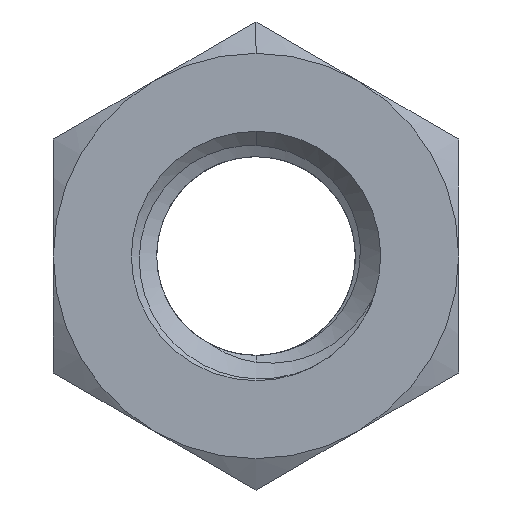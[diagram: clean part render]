
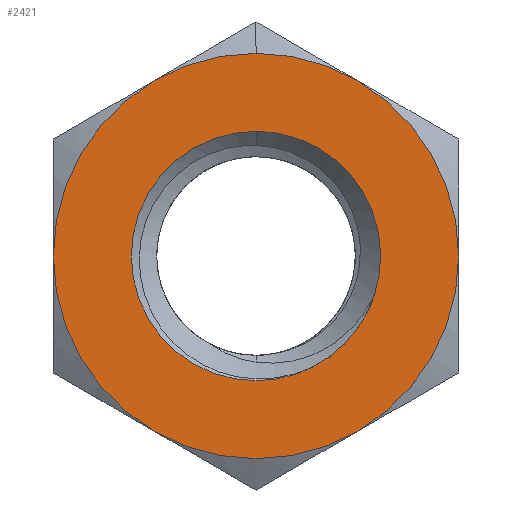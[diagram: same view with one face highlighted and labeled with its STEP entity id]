
A CAD part, front view. The second image highlights one B-rep face of the part: STEP entity #2421.
In plain terms, the highlighted planar face has unit normal (0, -1, 0).
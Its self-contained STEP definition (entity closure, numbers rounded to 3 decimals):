
#24 = DIRECTION ( 'NONE',  ( 0., 1., 0. ) ) ;
#76 = AXIS2_PLACEMENT_3D ( 'NONE', #217, #771, #942 ) ;
#124 = DIRECTION ( 'NONE',  ( 0., 0., 1. ) ) ;
#148 = EDGE_CURVE ( 'NONE', #2186, #1727, #229, .T. ) ;
#168 = AXIS2_PLACEMENT_3D ( 'NONE', #2372, #2164, #292 ) ;
#189 = ORIENTED_EDGE ( 'NONE', *, *, #1021, .T. ) ;
#196 = CARTESIAN_POINT ( 'NONE',  ( -6.5, -3.25, -3.753 ) ) ;
#203 = CIRCLE ( 'NONE', #911, 4. ) ;
#210 = DIRECTION ( 'NONE',  ( 0., 0., 1. ) ) ;
#213 = EDGE_CURVE ( 'NONE', #305, #2151, #1414, .T. ) ;
#216 = VERTEX_POINT ( 'NONE', #220 ) ;
#217 = CARTESIAN_POINT ( 'NONE',  ( 0., -3.25, 0. ) ) ;
#220 = CARTESIAN_POINT ( 'NONE',  ( 3.802, -3.25, -1.243 ) ) ;
#229 = CIRCLE ( 'NONE', #2112, 6.5 ) ;
#230 = CIRCLE ( 'NONE', #1919, 6.5 ) ;
#267 = CARTESIAN_POINT ( 'NONE',  ( 1.809, -3.25, -3.568 ) ) ;
#276 = VERTEX_POINT ( 'NONE', #2328 ) ;
#278 = ORIENTED_EDGE ( 'NONE', *, *, #364, .T. ) ;
#292 = DIRECTION ( 'NONE',  ( 0., 0., 1. ) ) ;
#300 = VERTEX_POINT ( 'NONE', #1205 ) ;
#301 = CARTESIAN_POINT ( 'NONE',  ( 0., -3.25, 0. ) ) ;
#305 = VERTEX_POINT ( 'NONE', #267 ) ;
#309 = AXIS2_PLACEMENT_3D ( 'NONE', #301, #1769, #1782 ) ;
#336 = CARTESIAN_POINT ( 'NONE',  ( 0., -3.25, -4. ) ) ;
#354 = DIRECTION ( 'NONE',  ( 0., -1., 0. ) ) ;
#364 = EDGE_CURVE ( 'NONE', #300, #2307, #969, .T. ) ;
#392 = CARTESIAN_POINT ( 'NONE',  ( 0., -3.25, 0. ) ) ;
#408 = DIRECTION ( 'NONE',  ( 0., 0., 1. ) ) ;
#418 = AXIS2_PLACEMENT_3D ( 'NONE', #1589, #1076, #124 ) ;
#514 = ORIENTED_EDGE ( 'NONE', *, *, #1999, .T. ) ;
#542 = EDGE_LOOP ( 'NONE', ( #954, #1434, #2392, #278, #514, #1163, #2324 ) ) ;
#583 = DIRECTION ( 'NONE',  ( 0., -1., 0. ) ) ;
#584 = AXIS2_PLACEMENT_3D ( 'NONE', #1281, #354, #408 ) ;
#605 = ORIENTED_EDGE ( 'NONE', *, *, #213, .T. ) ;
#623 = CARTESIAN_POINT ( 'NONE',  ( 0., -3.25, 0. ) ) ;
#759 = DIRECTION ( 'NONE',  ( 0., 0., 1. ) ) ;
#771 = DIRECTION ( 'NONE',  ( 0., -1., 0. ) ) ;
#786 = DIRECTION ( 'NONE',  ( 0., 1., 0. ) ) ;
#816 = FACE_BOUND ( 'NONE', #1622, .T. ) ;
#848 = DIRECTION ( 'NONE',  ( 0., 0., 1. ) ) ;
#911 = AXIS2_PLACEMENT_3D ( 'NONE', #2039, #1300, #1462 ) ;
#942 = DIRECTION ( 'NONE',  ( 0., 0., 1. ) ) ;
#954 = ORIENTED_EDGE ( 'NONE', *, *, #956, .T. ) ;
#956 = EDGE_CURVE ( 'NONE', #2186, #276, #1154, .T. ) ;
#957 = VERTEX_POINT ( 'NONE', #1580 ) ;
#969 = CIRCLE ( 'NONE', #2333, 6.5 ) ;
#1021 = EDGE_CURVE ( 'NONE', #2151, #1456, #1806, .T. ) ;
#1031 = CIRCLE ( 'NONE', #1761, 6.5 ) ;
#1039 = EDGE_CURVE ( 'NONE', #957, #1727, #1031, .T. ) ;
#1076 = DIRECTION ( 'NONE',  ( 0., 1., 0. ) ) ;
#1152 = CARTESIAN_POINT ( 'NONE',  ( 0., -3.25, 0. ) ) ;
#1154 = CIRCLE ( 'NONE', #168, 6.5 ) ;
#1157 = CARTESIAN_POINT ( 'NONE',  ( 0., -3.25, 0. ) ) ;
#1162 = DIRECTION ( 'NONE',  ( 0., 0., 1. ) ) ;
#1163 = ORIENTED_EDGE ( 'NONE', *, *, #1039, .T. ) ;
#1205 = CARTESIAN_POINT ( 'NONE',  ( -6.5, -3.25, 0. ) ) ;
#1248 = VERTEX_POINT ( 'NONE', #2255 ) ;
#1250 = CARTESIAN_POINT ( 'NONE',  ( 6.5, -3.25, 0. ) ) ;
#1281 = CARTESIAN_POINT ( 'NONE',  ( 0., -3.25, 0. ) ) ;
#1292 = EDGE_CURVE ( 'NONE', #1456, #216, #203, .T. ) ;
#1300 = DIRECTION ( 'NONE',  ( 0., 1., 0. ) ) ;
#1302 = CARTESIAN_POINT ( 'NONE',  ( 3.25, -3.25, 5.629 ) ) ;
#1341 = AXIS2_PLACEMENT_3D ( 'NONE', #196, #1498, #759 ) ;
#1383 = DIRECTION ( 'NONE',  ( 0., 0., 1. ) ) ;
#1387 = EDGE_CURVE ( 'NONE', #276, #1248, #2138, .T. ) ;
#1414 = CIRCLE ( 'NONE', #1637, 4. ) ;
#1434 = ORIENTED_EDGE ( 'NONE', *, *, #1387, .T. ) ;
#1456 = VERTEX_POINT ( 'NONE', #2440 ) ;
#1462 = DIRECTION ( 'NONE',  ( 0., 0., 1. ) ) ;
#1498 = DIRECTION ( 'NONE',  ( 0., 1., 0. ) ) ;
#1500 = CIRCLE ( 'NONE', #418, 4. ) ;
#1580 = CARTESIAN_POINT ( 'NONE',  ( 3.25, -3.25, -5.629 ) ) ;
#1589 = CARTESIAN_POINT ( 'NONE',  ( 0., -3.25, 0. ) ) ;
#1622 = EDGE_LOOP ( 'NONE', ( #2126, #605, #189, #2221 ) ) ;
#1637 = AXIS2_PLACEMENT_3D ( 'NONE', #1152, #786, #2110 ) ;
#1727 = VERTEX_POINT ( 'NONE', #1250 ) ;
#1761 = AXIS2_PLACEMENT_3D ( 'NONE', #1791, #1975, #848 ) ;
#1769 = DIRECTION ( 'NONE',  ( 0., 1., 0. ) ) ;
#1775 = CIRCLE ( 'NONE', #584, 6.5 ) ;
#1776 = EDGE_CURVE ( 'NONE', #216, #305, #1500, .T. ) ;
#1782 = DIRECTION ( 'NONE',  ( 0., 0., 1. ) ) ;
#1791 = CARTESIAN_POINT ( 'NONE',  ( 0., -3.25, 0. ) ) ;
#1806 = CIRCLE ( 'NONE', #309, 4. ) ;
#1869 = PLANE ( 'NONE',  #1341 ) ;
#1919 = AXIS2_PLACEMENT_3D ( 'NONE', #392, #583, #210 ) ;
#1975 = DIRECTION ( 'NONE',  ( 0., -1., 0. ) ) ;
#1999 = EDGE_CURVE ( 'NONE', #2307, #957, #1775, .T. ) ;
#2016 = EDGE_CURVE ( 'NONE', #1248, #300, #230, .T. ) ;
#2039 = CARTESIAN_POINT ( 'NONE',  ( 0., -3.25, 0. ) ) ;
#2082 = CARTESIAN_POINT ( 'NONE',  ( -3.25, -3.25, -5.629 ) ) ;
#2110 = DIRECTION ( 'NONE',  ( 0., 0., 1. ) ) ;
#2112 = AXIS2_PLACEMENT_3D ( 'NONE', #1157, #24, #1162 ) ;
#2116 = DIRECTION ( 'NONE',  ( 0., -1., 0. ) ) ;
#2126 = ORIENTED_EDGE ( 'NONE', *, *, #1776, .T. ) ;
#2138 = CIRCLE ( 'NONE', #76, 6.5 ) ;
#2151 = VERTEX_POINT ( 'NONE', #336 ) ;
#2164 = DIRECTION ( 'NONE',  ( 0., -1., 0. ) ) ;
#2186 = VERTEX_POINT ( 'NONE', #1302 ) ;
#2221 = ORIENTED_EDGE ( 'NONE', *, *, #1292, .T. ) ;
#2255 = CARTESIAN_POINT ( 'NONE',  ( -3.25, -3.25, 5.629 ) ) ;
#2307 = VERTEX_POINT ( 'NONE', #2082 ) ;
#2323 = FACE_OUTER_BOUND ( 'NONE', #542, .T. ) ;
#2324 = ORIENTED_EDGE ( 'NONE', *, *, #148, .F. ) ;
#2328 = CARTESIAN_POINT ( 'NONE',  ( 0., -3.25, 6.5 ) ) ;
#2333 = AXIS2_PLACEMENT_3D ( 'NONE', #623, #2116, #1383 ) ;
#2372 = CARTESIAN_POINT ( 'NONE',  ( 0., -3.25, 0. ) ) ;
#2392 = ORIENTED_EDGE ( 'NONE', *, *, #2016, .T. ) ;
#2421 = ADVANCED_FACE ( 'NONE', ( #2323, #816 ), #1869, .F. ) ;
#2440 = CARTESIAN_POINT ( 'NONE',  ( 0., -3.25, 4. ) ) ;
